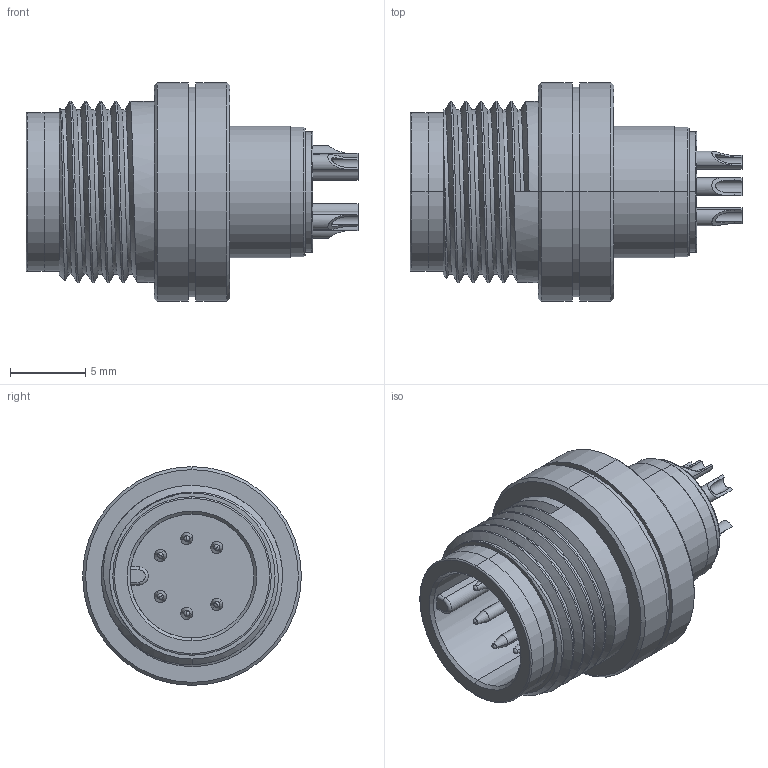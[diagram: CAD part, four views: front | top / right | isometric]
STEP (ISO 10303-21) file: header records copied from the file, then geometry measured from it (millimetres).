
FILE_DESCRIPTION (( 'STEP AP203' ), '1' );
FILE_NAME ('50-00989.STEP', '2023-04-18T16:41:03', ( '' ), ( '' ), 'SwSTEP 2.0', 'SolidWorks 2021', '' );
FILE_SCHEMA (( 'CONFIG_CONTROL_DESIGN' ));
Length unit declared in the file: millimetre
Products named in the file (5): 50-00989; 50-00989-04___; 50-00989-02___; 50-00989-03___; 50-00989-01___
Assembly tree (9 placements, depth 2):
  50-00989
    50-00989-01___
    50-00989-02___
    50-00989-03___  x6
    50-00989-04___
Bounding box: 22 x 14.5 x 14.5 mm (x, y, z)
Volume: 1461.1 mm3; surface area: 3139.9 mm2
Topology: 9 solids, 9 shells, 317 faces, 687 edges, 416 vertices
Faces by surface type: cylinder 144, plane 68, cone 49, torus 41, sphere 12, bspline 3
Entity records: 5804 total; most frequent: CARTESIAN_POINT 1785, DIRECTION 778, ORIENTED_EDGE 650, AXIS2_PLACEMENT_3D 333, EDGE_CURVE 325, VERTEX_POINT 206, EDGE_LOOP 183, CIRCLE 177
